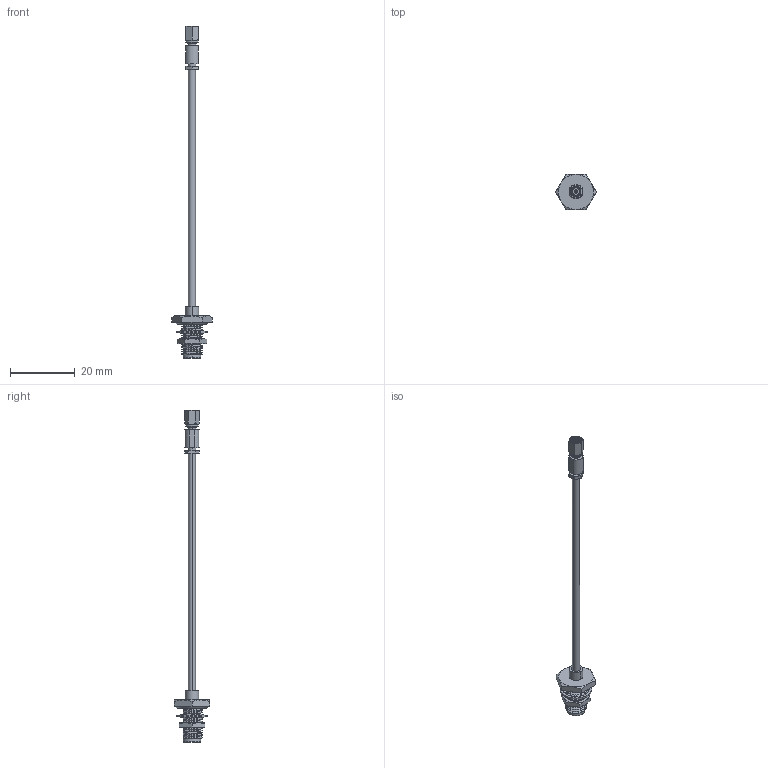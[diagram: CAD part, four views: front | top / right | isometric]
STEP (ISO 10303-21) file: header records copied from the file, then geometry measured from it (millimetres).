
FILE_DESCRIPTION (( 'STEP AP214' ), '1' );
FILE_NAME ('PE3C4448.step', '2020-04-20T16:10:45', ( '' ), ( '' ), 'SwSTEP 2.0', 'SolidWorks 2018', '' );
FILE_SCHEMA (( 'AUTOMOTIVE_DESIGN' ));
Length unit declared in the file: inch
Products named in the file (7): Copy of .250 Nut^PE44696; PE44696; Copy of .250 Washer^PE44696; Copy of PE44696^PE44696; PE45365___; PE-SR405FL_3''''PE-SR405FL; PE3C4448
Assembly tree (6 placements, depth 3):
  PE3C4448
    PE-SR405FL_3''''PE-SR405FL
    PE45365___
    PE44696
      Copy of PE44696^PE44696
      Copy of .250 Washer^PE44696
      Copy of .250 Nut^PE44696
Bounding box: 12.57 x 10.89 x 102.71 mm (x, y, z)
Volume: 956.5 mm3; surface area: 2044.5 mm2
Topology: 7 solids, 7 shells, 301 faces, 727 edges, 466 vertices
Faces by surface type: bspline 89, plane 83, cylinder 71, cone 54, torus 4
Entity records: 28577 total; most frequent: CARTESIAN_POINT 21400, ORIENTED_EDGE 1454, DIRECTION 1010, EDGE_CURVE 727, VERTEX_POINT 466, AXIS2_PLACEMENT_3D 378, EDGE_LOOP 335, FACE_OUTER_BOUND 301
